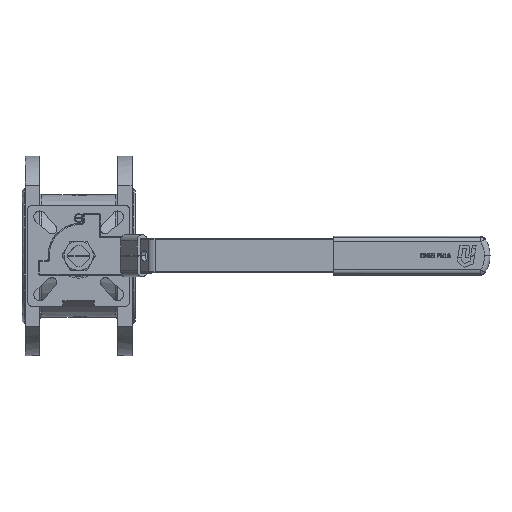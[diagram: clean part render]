
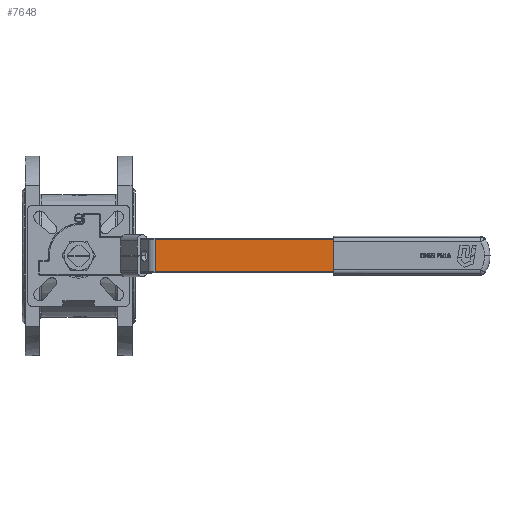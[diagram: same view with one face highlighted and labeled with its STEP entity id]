
A CAD part, top view. The second image highlights one B-rep face of the part: STEP entity #7648.
In plain terms, the highlighted planar face has unit normal (0, 0, 1).
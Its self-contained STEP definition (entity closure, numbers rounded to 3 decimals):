
#4305=CARTESIAN_POINT('',(70.972,15.,145.5));
#4306=VERTEX_POINT('',#4305);
#4335=CARTESIAN_POINT('',(374.944,15.,145.5));
#4336=VERTEX_POINT('',#4335);
#4337=CARTESIAN_POINT('',(70.972,15.,145.5));
#4338=DIRECTION('',(1.,-0.,-0.));
#4339=VECTOR('',#4338,303.972);
#4340=LINE('',#4337,#4339);
#4341=EDGE_CURVE('',#4306,#4336,#4340,.T.);
#7015=CARTESIAN_POINT('',(70.972,-15.,145.5));
#7016=VERTEX_POINT('',#7015);
#7106=CARTESIAN_POINT('',(374.944,-15.,145.5));
#7107=VERTEX_POINT('',#7106);
#7160=CARTESIAN_POINT('',(374.944,-15.,145.5));
#7161=DIRECTION('',(-1.,0.,0.));
#7162=VECTOR('',#7161,303.972);
#7163=LINE('',#7160,#7162);
#7164=EDGE_CURVE('',#7107,#7016,#7163,.T.);
#7622=CARTESIAN_POINT('',(70.972,-15.,145.5));
#7623=DIRECTION('',(0.,1.,-0.));
#7624=VECTOR('',#7623,30.);
#7625=LINE('',#7622,#7624);
#7626=EDGE_CURVE('',#7016,#4306,#7625,.T.);
#7631=CARTESIAN_POINT('',(70.972,0.,145.5));
#7632=DIRECTION('',(0.,0.,1.));
#7633=DIRECTION('',(1.,-0.,-0.));
#7634=AXIS2_PLACEMENT_3D('',#7631,#7632,#7633);
#7635=PLANE('',#7634);
#7636=ORIENTED_EDGE('',*,*,#4341,.F.);
#7637=ORIENTED_EDGE('',*,*,#7626,.F.);
#7638=ORIENTED_EDGE('',*,*,#7164,.F.);
#7639=CARTESIAN_POINT('',(344.432,0.,145.5));
#7640=DIRECTION('',(-0.,0.,1.));
#7641=DIRECTION('',(0.882,-0.471,0.));
#7642=AXIS2_PLACEMENT_3D('',#7639,#7640,#7641);
#7643=CIRCLE('',#7642,34.);
#7644=EDGE_CURVE('',#7107,#4336,#7643,.T.);
#7645=ORIENTED_EDGE('',*,*,#7644,.T.);
#7646=EDGE_LOOP('',(#7636,#7637,#7638,#7645));
#7647=FACE_BOUND('',#7646,.T.);
#7648=ADVANCED_FACE('',(#7647),#7635,.T.);
